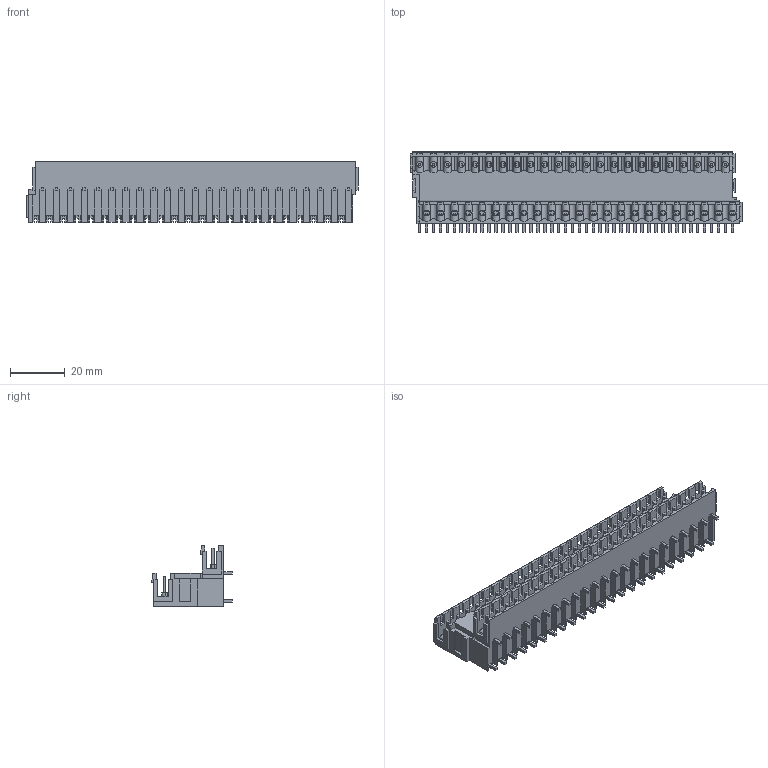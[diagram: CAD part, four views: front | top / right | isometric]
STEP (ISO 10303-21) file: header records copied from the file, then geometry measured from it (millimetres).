
FILE_DESCRIPTION(('CATIA V5 STEP Exchange','CAx-IF Rec.Pracs.--- Model Styling and Organization---1.2---2011-12-15'),'2;1');
FILE_NAME ('D1454993_0_1726490000_1726490000.stp','2017-09-26T13:04:54+00:00',('none'),('Weidmueller'),'CATIA Version 5-6 Release 2014','CATIA V5 STEP AP214','none');
FILE_SCHEMA(('AUTOMOTIVE_DESIGN { 1 0 10303 214 1 1 1 1 }'));
Products named in the file (1): 1726490000
Bounding box: 121.34 x 29.41 x 22.16 mm (x, y, z)
Volume: 27379.8 mm3; surface area: 31192.1 mm2
Topology: 47 solids, 47 shells, 1718 faces, 5794 edges, 4034 vertices
Faces by surface type: plane 1421, cylinder 297
Entity records: 62147 total; most frequent: CARTESIAN_POINT 15239, ORIENTED_EDGE 11588, DIRECTION 7091, EDGE_CURVE 5794, VECTOR 4946, LINE 4946, VERTEX_POINT 4034, EDGE_LOOP 1812
